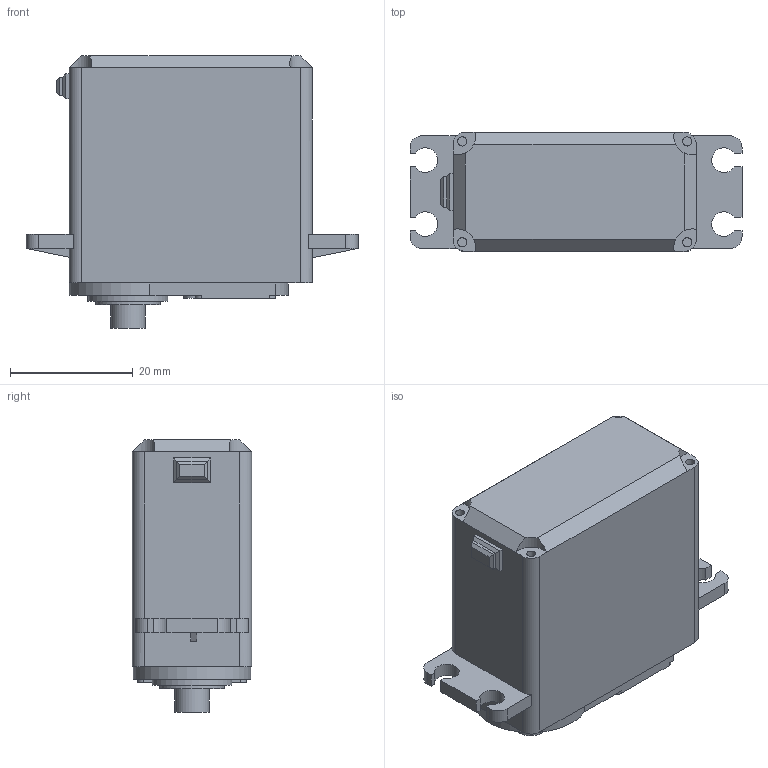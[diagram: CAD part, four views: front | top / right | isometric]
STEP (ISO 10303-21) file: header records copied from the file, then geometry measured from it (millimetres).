
FILE_DESCRIPTION(/* description */ (''),/* implementation_level */ '2;1');
FILE_NAME(/* name */ 'Cuerpo Servo MG995.stp',/* time_stamp */ '2025-04-26T14:37:45-03:00',/* author */ ('erikg'),/* organization */ (''),/* preprocessor_version */ 'ST-DEVELOPER v20',/* originating_system */ 'Autodesk Inventor 2025',/* authorisation */ '');
FILE_SCHEMA (('AUTOMOTIVE_DESIGN { 1 0 10303 214 3 1 1 }'));
Length unit declared in the file: millimetre
Products named in the file (1): Cuerpo Servo MG995
Bounding box: 54 x 19.4 x 44.4 mm (x, y, z)
Volume: 29919.6 mm3; surface area: 6846.5 mm2
Topology: 1 solids, 1 shells, 121 faces, 300 edges, 192 vertices
Faces by surface type: plane 86, cylinder 35
Full cylindrical faces by diameter (mm): 1.5 x4, 2.3 x1, 5.6 x1, 10.5 x1, 13 x1
Entity records: 3750 total; most frequent: DIRECTION 630, CARTESIAN_POINT 614, ORIENTED_EDGE 600, EDGE_CURVE 300, LINE 214, VECTOR 214, AXIS2_PLACEMENT_3D 208, VERTEX_POINT 192
